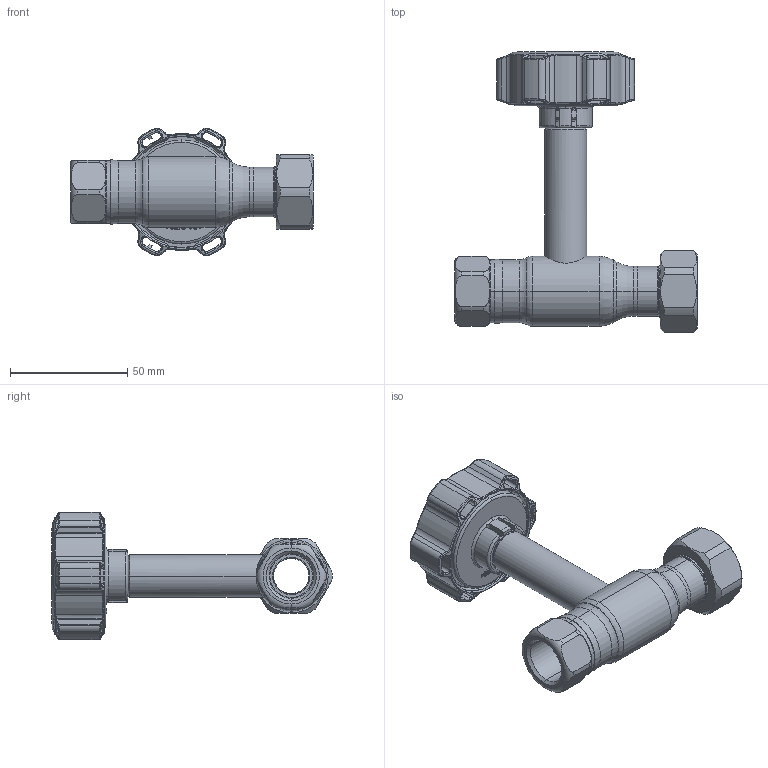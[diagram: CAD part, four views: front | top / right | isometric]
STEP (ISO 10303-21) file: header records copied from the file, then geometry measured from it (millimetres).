
FILE_DESCRIPTION (( 'STEP AP214' ), '1' );
FILE_NAME ('2015002201-0200.step', '2023-12-18T10:02:46', ( '' ), ( '' ), 'SwSTEP 2.0', 'SolidWorks 2021', '' );
FILE_SCHEMA (( 'AUTOMOTIVE_DESIGN' ));
Length unit declared in the file: millimetre
Products named in the file (1): 2015002201-0200
Bounding box: 103.8 x 119.79 x 54.57 mm (x, y, z)
Surface area: 31929.6 mm2 (no closed solid volume)
Topology: 0 solids, 12 shells, 585 faces, 1633 edges, 1039 vertices
Faces by surface type: bspline 174, cylinder 148, plane 108, torus 99, cone 56
Entity records: 34946 total; most frequent: CARTESIAN_POINT 15086, ORIENTED_EDGE 2969, DIRECTION 2417, EDGE_CURVE 1633, VERTEX_POINT 1039, AXIS2_PLACEMENT_3D 981, EDGE_LOOP 621, UNCERTAINTY_MEASURE_WITH_UNIT 587
